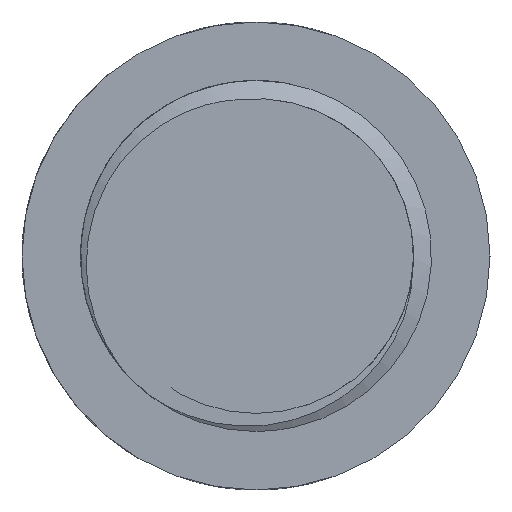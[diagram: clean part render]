
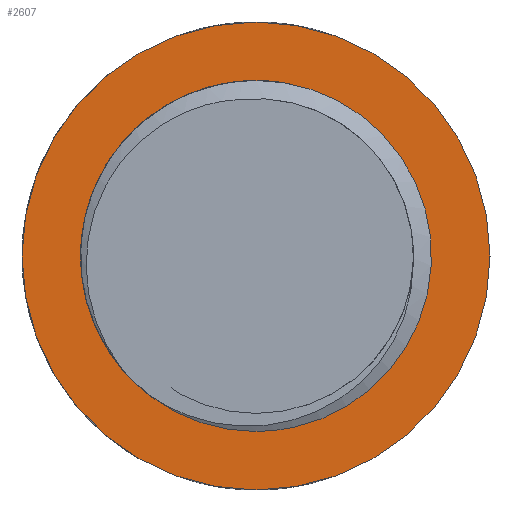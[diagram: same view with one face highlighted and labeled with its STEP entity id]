
A CAD part, left-side view. The second image highlights one B-rep face of the part: STEP entity #2607.
In plain terms, the highlighted planar face has unit normal (-1, 0, 0).
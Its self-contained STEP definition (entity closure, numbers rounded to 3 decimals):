
#129 = CARTESIAN_POINT ( 'NONE',  ( -77.28, 0., 0. ) ) ;
#470 = ORIENTED_EDGE ( 'NONE', *, *, #3164, .T. ) ;
#483 = DIRECTION ( 'NONE',  ( 0., 0., 1. ) ) ;
#675 = CIRCLE ( 'NONE', #1058, 14. ) ;
#753 = EDGE_CURVE ( 'NONE', #2659, #1751, #3008, .T. ) ;
#765 = DIRECTION ( 'NONE',  ( 0., 0., 1. ) ) ;
#825 = CARTESIAN_POINT ( 'NONE',  ( -77.28, 10.5, 0. ) ) ;
#840 = CARTESIAN_POINT ( 'NONE',  ( -77.28, 0., 0. ) ) ;
#911 = EDGE_CURVE ( 'NONE', #1884, #3266, #675, .T. ) ;
#1058 = AXIS2_PLACEMENT_3D ( 'NONE', #2287, #2562, #765 ) ;
#1073 = CARTESIAN_POINT ( 'NONE',  ( -77.28, 0., -9. ) ) ;
#1149 = FACE_BOUND ( 'NONE', #1771, .T. ) ;
#1196 = DIRECTION ( 'NONE',  ( -1., 0., 0. ) ) ;
#1279 = AXIS2_PLACEMENT_3D ( 'NONE', #1727, #1196, #483 ) ;
#1354 = DIRECTION ( 'NONE',  ( -1., 0., 0. ) ) ;
#1375 = DIRECTION ( 'NONE',  ( 1., 0., 0. ) ) ;
#1529 = CIRCLE ( 'NONE', #2479, 9. ) ;
#1617 = CARTESIAN_POINT ( 'NONE',  ( -77.28, 0., -14. ) ) ;
#1727 = CARTESIAN_POINT ( 'NONE',  ( -77.28, 0., 0. ) ) ;
#1751 = VERTEX_POINT ( 'NONE', #2355 ) ;
#1771 = EDGE_LOOP ( 'NONE', ( #2128, #2822 ) ) ;
#1884 = VERTEX_POINT ( 'NONE', #2525 ) ;
#1989 = PLANE ( 'NONE',  #2217 ) ;
#2128 = ORIENTED_EDGE ( 'NONE', *, *, #753, .F. ) ;
#2217 = AXIS2_PLACEMENT_3D ( 'NONE', #825, #1375, #3186 ) ;
#2287 = CARTESIAN_POINT ( 'NONE',  ( -77.28, 0., 0. ) ) ;
#2355 = CARTESIAN_POINT ( 'NONE',  ( -77.28, 0., 9. ) ) ;
#2479 = AXIS2_PLACEMENT_3D ( 'NONE', #129, #1354, #3454 ) ;
#2518 = ORIENTED_EDGE ( 'NONE', *, *, #911, .T. ) ;
#2525 = CARTESIAN_POINT ( 'NONE',  ( -77.28, 0., 14. ) ) ;
#2562 = DIRECTION ( 'NONE',  ( -1., 0., 0. ) ) ;
#2607 = ADVANCED_FACE ( 'NONE', ( #2920, #1149 ), #1989, .F. ) ;
#2659 = VERTEX_POINT ( 'NONE', #1073 ) ;
#2822 = ORIENTED_EDGE ( 'NONE', *, *, #3228, .F. ) ;
#2920 = FACE_OUTER_BOUND ( 'NONE', #3694, .T. ) ;
#3008 = CIRCLE ( 'NONE', #3901, 9. ) ;
#3016 = DIRECTION ( 'NONE',  ( 0., 0., 1. ) ) ;
#3164 = EDGE_CURVE ( 'NONE', #3266, #1884, #3216, .T. ) ;
#3186 = DIRECTION ( 'NONE',  ( 0., 0., -1. ) ) ;
#3216 = CIRCLE ( 'NONE', #1279, 14. ) ;
#3228 = EDGE_CURVE ( 'NONE', #1751, #2659, #1529, .T. ) ;
#3266 = VERTEX_POINT ( 'NONE', #1617 ) ;
#3454 = DIRECTION ( 'NONE',  ( 0., 0., 1. ) ) ;
#3694 = EDGE_LOOP ( 'NONE', ( #2518, #470 ) ) ;
#3830 = DIRECTION ( 'NONE',  ( -1., 0., 0. ) ) ;
#3901 = AXIS2_PLACEMENT_3D ( 'NONE', #840, #3830, #3016 ) ;
